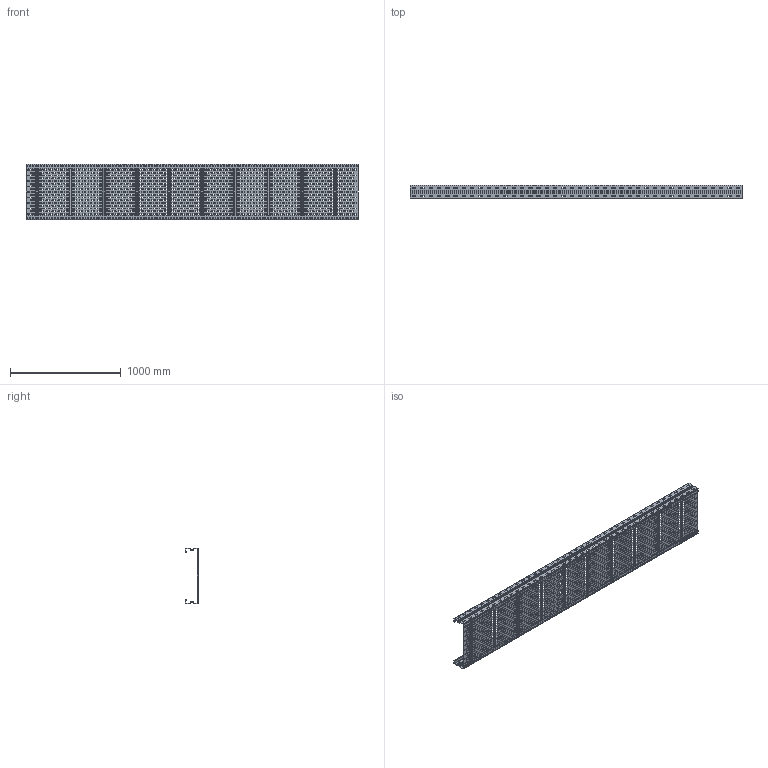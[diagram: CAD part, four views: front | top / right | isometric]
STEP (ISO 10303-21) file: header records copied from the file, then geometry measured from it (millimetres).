
FILE_DESCRIPTION((''),'2;1');
FILE_NAME('240150_ASM','2018-11-28T19:30:46',('tomasz.grudniewski'),(''),'CREO PARAMETRIC BY PTC INC, 2018260','CREO PARAMETRIC BY PTC INC, 2018260','');
FILE_SCHEMA(('CONFIG_CONTROL_DESIGN'));
Products named in the file (3): KSC_DSC_H120_3000_PRT; PASZCZ_500_30000_PRT; 240150_ASM
Assembly tree (3 placements, depth 2):
  240150_ASM
    KSC_DSC_H120_3000_PRT  x2
    PASZCZ_500_30000_PRT
Bounding box: 3000 x 120 x 500 mm (x, y, z)
Volume: 4013841.7 mm3; surface area: 5225289 mm2
Topology: 3 solids, 3 shells, 8178 faces, 24004 edges, 15832 vertices
Faces by surface type: plane 4706, cylinder 3472
Entity records: 237576 total; most frequent: CARTESIAN_POINT 41050, ORIENTED_EDGE 41040, DIRECTION 40800, EDGE_CURVE 20520, VECTOR 14244, LINE 14244, VERTEX_POINT 13528, AXIS2_PLACEMENT_3D 13278
